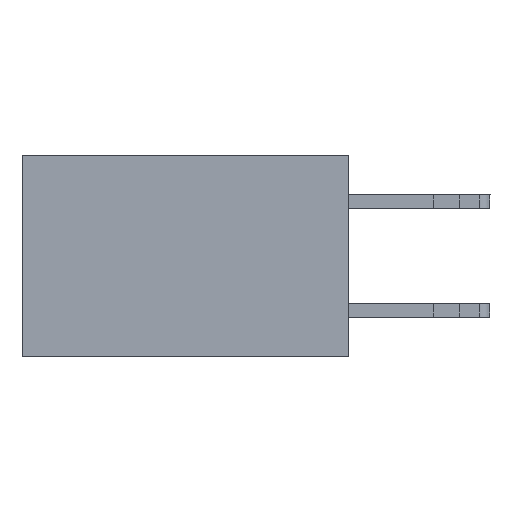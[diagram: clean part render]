
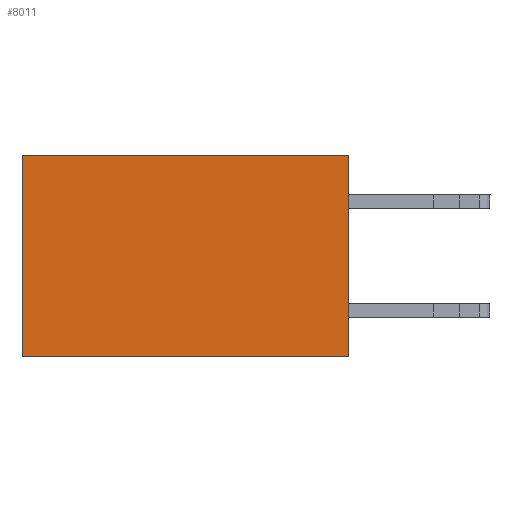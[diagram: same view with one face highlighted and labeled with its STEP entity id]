
A CAD part, left-side view. The second image highlights one B-rep face of the part: STEP entity #8011.
In plain terms, the highlighted planar face has unit normal (-1, 0, 0).
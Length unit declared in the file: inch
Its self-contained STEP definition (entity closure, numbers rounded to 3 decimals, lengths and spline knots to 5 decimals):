
#22 = DIRECTION ( 'NONE',  ( 1., 0., 0. ) ) ;
#491 = CARTESIAN_POINT ( 'NONE',  ( 0.298, 0., 0. ) ) ;
#678 = EDGE_CURVE ( 'NONE', #9751, #14359, #14974, .T. ) ;
#1230 = CARTESIAN_POINT ( 'NONE',  ( 0.298, 0., 0. ) ) ;
#1778 = ORIENTED_EDGE ( 'NONE', *, *, #15787, .T. ) ;
#2748 = PLANE ( 'NONE',  #10144 ) ;
#2868 = DIRECTION ( 'NONE',  ( 0., 1., 0. ) ) ;
#3078 = ORIENTED_EDGE ( 'NONE', *, *, #16857, .F. ) ;
#3255 = LINE ( 'NONE', #15757, #4825 ) ;
#4369 = VERTEX_POINT ( 'NONE', #5864 ) ;
#4825 = VECTOR ( 'NONE', #17314, 39.37008 ) ;
#5480 = DIRECTION ( 'NONE',  ( 0., 0., -1. ) ) ;
#5864 = CARTESIAN_POINT ( 'NONE',  ( 0.298, 0.6, -0.37 ) ) ;
#6821 = VECTOR ( 'NONE', #2868, 39.37008 ) ;
#6933 = EDGE_LOOP ( 'NONE', ( #1778, #3078, #17296, #13637 ) ) ;
#7741 = CARTESIAN_POINT ( 'NONE',  ( 0.298, 0., -0.37 ) ) ;
#8011 = ADVANCED_FACE ( 'NONE', ( #8299 ), #2748, .F. ) ;
#8299 = FACE_OUTER_BOUND ( 'NONE', #6933, .T. ) ;
#8523 = VECTOR ( 'NONE', #9645, 39.37008 ) ;
#8901 = DIRECTION ( 'NONE',  ( 0., 0., -1. ) ) ;
#9645 = DIRECTION ( 'NONE',  ( 0., 0., -1. ) ) ;
#9751 = VERTEX_POINT ( 'NONE', #15409 ) ;
#10144 = AXIS2_PLACEMENT_3D ( 'NONE', #16140, #22, #5480 ) ;
#11232 = VECTOR ( 'NONE', #8901, 39.37008 ) ;
#12491 = EDGE_CURVE ( 'NONE', #9751, #16914, #13361, .T. ) ;
#13361 = LINE ( 'NONE', #1230, #11232 ) ;
#13412 = CARTESIAN_POINT ( 'NONE',  ( 0.298, 0.6, 0. ) ) ;
#13637 = ORIENTED_EDGE ( 'NONE', *, *, #678, .T. ) ;
#13967 = LINE ( 'NONE', #15370, #8523 ) ;
#14359 = VERTEX_POINT ( 'NONE', #13412 ) ;
#14974 = LINE ( 'NONE', #491, #6821 ) ;
#15370 = CARTESIAN_POINT ( 'NONE',  ( 0.298, 0.6, 0. ) ) ;
#15409 = CARTESIAN_POINT ( 'NONE',  ( 0.298, 0., 0. ) ) ;
#15757 = CARTESIAN_POINT ( 'NONE',  ( 0.298, 0., -0.37 ) ) ;
#15787 = EDGE_CURVE ( 'NONE', #14359, #4369, #13967, .T. ) ;
#16140 = CARTESIAN_POINT ( 'NONE',  ( 0.298, 0., 0. ) ) ;
#16857 = EDGE_CURVE ( 'NONE', #16914, #4369, #3255, .T. ) ;
#16914 = VERTEX_POINT ( 'NONE', #7741 ) ;
#17296 = ORIENTED_EDGE ( 'NONE', *, *, #12491, .F. ) ;
#17314 = DIRECTION ( 'NONE',  ( 0., 1., 0. ) ) ;
